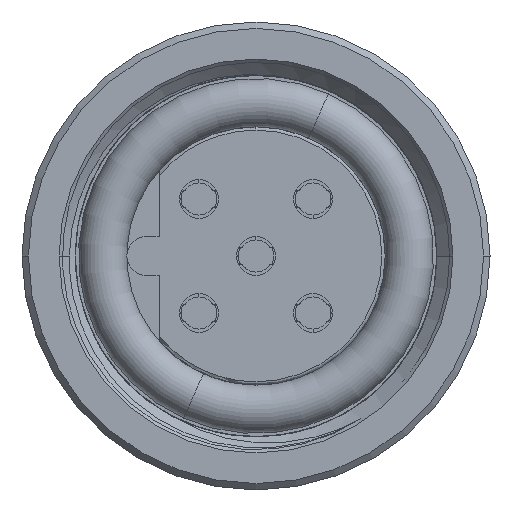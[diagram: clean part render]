
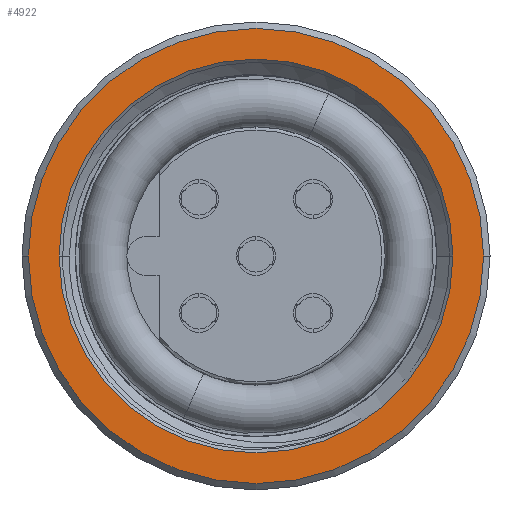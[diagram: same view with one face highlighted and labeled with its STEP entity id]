
A CAD part, left-side view. The second image highlights one B-rep face of the part: STEP entity #4922.
In plain terms, the highlighted face is planar.
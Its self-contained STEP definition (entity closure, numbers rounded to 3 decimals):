
#3953 = FACE_OUTER_BOUND ( 'NONE', #12950, .T. ) ;
#4922 = ADVANCED_FACE ( 'NONE', ( #3953, #25833 ), #42704, .F. ) ;
#6900 = DIRECTION ( 'NONE',  ( 1., 0., 0. ) ) ;
#7649 = CARTESIAN_POINT ( 'NONE',  ( 11., 0., -7.05 ) ) ;
#8296 = DIRECTION ( 'NONE',  ( 0., 0., 1. ) ) ;
#9111 = EDGE_CURVE ( 'NONE', #11105, #17011, #42748, .T. ) ;
#9368 = CARTESIAN_POINT ( 'NONE',  ( 11., 0., 7.05 ) ) ;
#11105 = VERTEX_POINT ( 'NONE', #30779 ) ;
#12618 = CARTESIAN_POINT ( 'NONE',  ( 11., 0., 0. ) ) ;
#12950 = EDGE_LOOP ( 'NONE', ( #45028, #14731 ) ) ;
#13660 = CARTESIAN_POINT ( 'NONE',  ( 11., 0., 0. ) ) ;
#13871 = DIRECTION ( 'NONE',  ( 0., 0., 1. ) ) ;
#14066 = CIRCLE ( 'NONE', #41355, 6.1 ) ;
#14731 = ORIENTED_EDGE ( 'NONE', *, *, #25217, .T. ) ;
#17011 = VERTEX_POINT ( 'NONE', #20947 ) ;
#17968 = DIRECTION ( 'NONE',  ( -1., 0., 0. ) ) ;
#18105 = ORIENTED_EDGE ( 'NONE', *, *, #9111, .T. ) ;
#20947 = CARTESIAN_POINT ( 'NONE',  ( 11., 0., 6.1 ) ) ;
#21756 = EDGE_LOOP ( 'NONE', ( #18105, #34293 ) ) ;
#21937 = DIRECTION ( 'NONE',  ( 0., 0., 1. ) ) ;
#22694 = DIRECTION ( 'NONE',  ( 1., 0., 0. ) ) ;
#22815 = AXIS2_PLACEMENT_3D ( 'NONE', #25433, #26132, #21937 ) ;
#23613 = VERTEX_POINT ( 'NONE', #9368 ) ;
#23895 = CARTESIAN_POINT ( 'NONE',  ( 11., 0., 0. ) ) ;
#25217 = EDGE_CURVE ( 'NONE', #39482, #23613, #41927, .T. ) ;
#25433 = CARTESIAN_POINT ( 'NONE',  ( 11., 0., 0. ) ) ;
#25833 = FACE_BOUND ( 'NONE', #21756, .T. ) ;
#26132 = DIRECTION ( 'NONE',  ( -1., 0., 0. ) ) ;
#30779 = CARTESIAN_POINT ( 'NONE',  ( 11., 0., -6.1 ) ) ;
#30841 = DIRECTION ( 'NONE',  ( 0., 0., 1. ) ) ;
#31504 = DIRECTION ( 'NONE',  ( -1., 0., 0. ) ) ;
#32318 = AXIS2_PLACEMENT_3D ( 'NONE', #13660, #6900, #13871 ) ;
#33242 = CIRCLE ( 'NONE', #35443, 7.05 ) ;
#33516 = AXIS2_PLACEMENT_3D ( 'NONE', #36240, #17968, #8296 ) ;
#34293 = ORIENTED_EDGE ( 'NONE', *, *, #34893, .T. ) ;
#34893 = EDGE_CURVE ( 'NONE', #17011, #11105, #14066, .T. ) ;
#35443 = AXIS2_PLACEMENT_3D ( 'NONE', #12618, #22694, #37760 ) ;
#36240 = CARTESIAN_POINT ( 'NONE',  ( 11., 7.25, 0. ) ) ;
#37760 = DIRECTION ( 'NONE',  ( 0., 0., 1. ) ) ;
#39482 = VERTEX_POINT ( 'NONE', #7649 ) ;
#41355 = AXIS2_PLACEMENT_3D ( 'NONE', #23895, #31504, #30841 ) ;
#41927 = CIRCLE ( 'NONE', #32318, 7.05 ) ;
#42201 = EDGE_CURVE ( 'NONE', #23613, #39482, #33242, .T. ) ;
#42704 = PLANE ( 'NONE',  #33516 ) ;
#42748 = CIRCLE ( 'NONE', #22815, 6.1 ) ;
#45028 = ORIENTED_EDGE ( 'NONE', *, *, #42201, .T. ) ;
